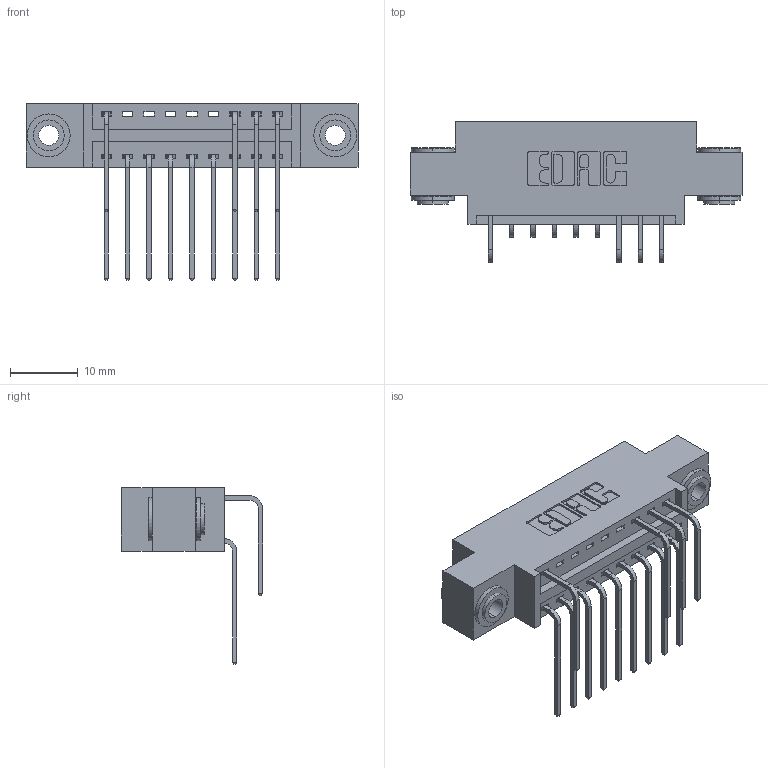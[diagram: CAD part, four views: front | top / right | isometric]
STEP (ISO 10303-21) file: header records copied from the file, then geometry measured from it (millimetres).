
FILE_DESCRIPTION (( 'STEP AP203' ), '1' );
FILE_NAME ('346-018-559-803.STEP', '2018-08-20T09:12:35', ( '' ), ( '' ), 'SwSTEP 2.0', 'SolidWorks 2016', '' );
FILE_SCHEMA (( 'CONFIG_CONTROL_DESIGN' ));
Length unit declared in the file: inch
Products named in the file (5): 346-018-559-803; 346 Part_0.170 Offset - 0.156 Dia-TH; 345-292-001_558 559 Tail - 1; 345-292-001_559 Tail - 2; 345-250-002_345-250-002-102
Assembly tree (16 placements, depth 2):
  346-018-559-803
    346 Part_0.170 Offset - 0.156 Dia-TH
    345-292-001_558 559 Tail - 1  x9
    345-292-001_559 Tail - 2  x4
    345-250-002_345-250-002-102  x2
Bounding box: 49.15 x 20.89 x 26.16 mm (x, y, z)
Volume: 4431.1 mm3; surface area: 6066.3 mm2
Topology: 16 solids, 16 shells, 896 faces, 2615 edges, 1722 vertices
Faces by surface type: plane 596, cylinder 292, cone 8
Entity records: 12722 total; most frequent: CARTESIAN_POINT 2193, ORIENTED_EDGE 2074, DIRECTION 1981, EDGE_CURVE 1037, LINE 805, VECTOR 805, VERTEX_POINT 686, AXIS2_PLACEMENT_3D 588
